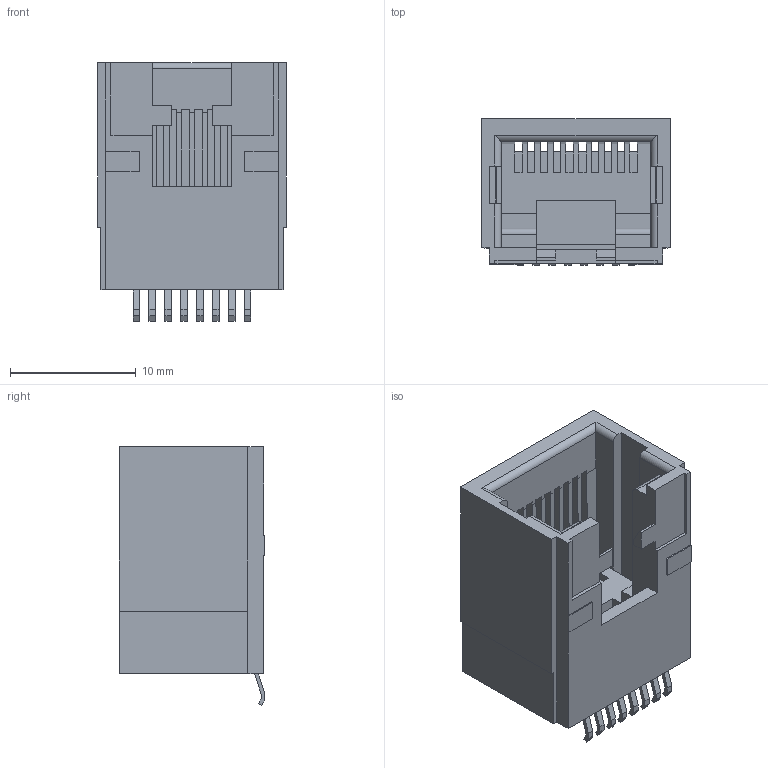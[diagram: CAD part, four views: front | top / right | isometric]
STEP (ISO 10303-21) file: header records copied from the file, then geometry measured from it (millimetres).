
FILE_DESCRIPTION(/* description */ (''),/* implementation_level */ '2;1');
FILE_NAME(/* name */ '56SMT 8P 全塑 贴片脚内贴.stp',/* time_stamp */ '2021-11-11T17:49:24+08:00',/* author */ (''),/* organization */ (''),/* preprocessor_version */ 'ST-DEVELOPER v16',/* originating_system */ 'SIEMENS PLM Software NX 10.0',/* authorisation */ '');
FILE_SCHEMA (('AP203_CONFIGURATION_CONTROLLED_3D_DESIGN_OF_MECHANICAL_PARTS_AND_ASSEMBLIES_MIM_LF { 1 0 10303 403 2 1 2}'));
Length unit declared in the file: millimetre
Products named in the file (1): Admi08A0D150eisx
Bounding box: 15 x 11.6 x 20.6 mm (x, y, z)
Volume: 1425.5 mm3; surface area: 2674 mm2
Topology: 1 solids, 1 shells, 387 faces, 1168 edges, 768 vertices
Faces by surface type: plane 364, cylinder 23
Entity records: 12974 total; most frequent: ORIENTED_EDGE 2336, CARTESIAN_POINT 2324, DIRECTION 1988, EDGE_CURVE 1168, LINE 1124, VECTOR 1124, VERTEX_POINT 768, AXIS2_PLACEMENT_3D 432
